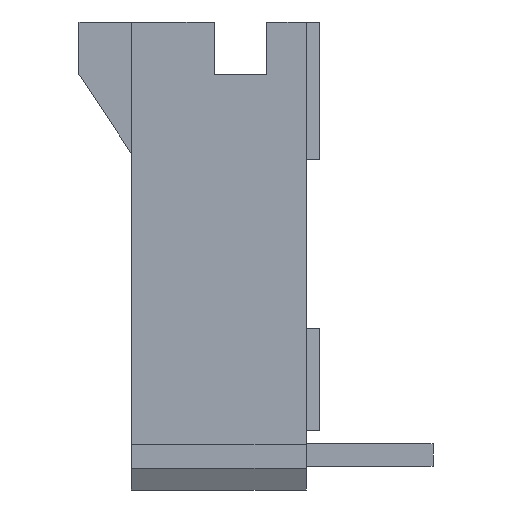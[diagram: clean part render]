
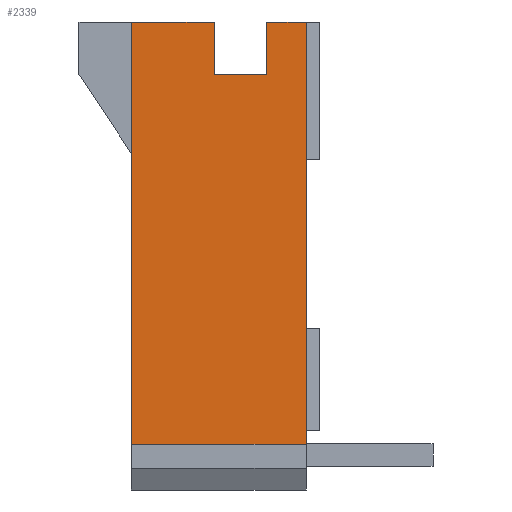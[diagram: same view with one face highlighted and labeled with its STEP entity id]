
A CAD part, left-side view. The second image highlights one B-rep face of the part: STEP entity #2339.
In plain terms, the highlighted planar face has unit normal (-1, 0, 0).
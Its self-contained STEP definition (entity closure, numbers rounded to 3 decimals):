
#134=DIRECTION('',(0.,0.,1.));
#135=VECTOR('',#134,1.52);
#136=CARTESIAN_POINT('',(-6.285,0.13,-1.52));
#137=LINE('',#136,#135);
#138=DIRECTION('',(0.,1.,0.));
#139=VECTOR('',#138,1.52);
#140=CARTESIAN_POINT('',(-6.285,-1.39,-1.52));
#141=LINE('',#140,#139);
#142=DIRECTION('',(0.,0.,-1.));
#143=VECTOR('',#142,1.52);
#144=CARTESIAN_POINT('',(-6.285,-1.39,0.));
#145=LINE('',#144,#143);
#146=DIRECTION('',(0.,-1.,0.));
#147=VECTOR('',#146,1.15);
#148=CARTESIAN_POINT('',(-6.285,-1.39,0.));
#149=LINE('',#148,#147);
#150=DIRECTION('',(0.,0.,-1.));
#151=VECTOR('',#150,12.255);
#152=CARTESIAN_POINT('',(-6.285,-2.54,0.));
#153=LINE('',#152,#151);
#154=DIRECTION('',(0.,1.,0.));
#155=VECTOR('',#154,5.08);
#156=CARTESIAN_POINT('',(-6.285,-2.54,-12.255));
#157=LINE('',#156,#155);
#158=DIRECTION('',(0.,-1.,0.));
#159=VECTOR('',#158,2.41);
#160=CARTESIAN_POINT('',(-6.285,2.54,0.));
#161=LINE('',#160,#159);
#355=DIRECTION('',(0.,0.,-1.));
#356=VECTOR('',#355,12.255);
#357=CARTESIAN_POINT('',(-6.285,2.54,0.));
#358=LINE('',#357,#356);
#1850=CARTESIAN_POINT('',(-6.285,-2.54,0.));
#1851=CARTESIAN_POINT('',(-6.285,-2.54,-12.255));
#1852=VERTEX_POINT('',#1850);
#1853=VERTEX_POINT('',#1851);
#1856=CARTESIAN_POINT('',(-6.285,0.13,-1.52));
#1857=CARTESIAN_POINT('',(-6.285,0.13,0.));
#1858=VERTEX_POINT('',#1856);
#1859=VERTEX_POINT('',#1857);
#1860=CARTESIAN_POINT('',(-6.285,-1.39,0.));
#1861=CARTESIAN_POINT('',(-6.285,-1.39,-1.52));
#1862=VERTEX_POINT('',#1860);
#1863=VERTEX_POINT('',#1861);
#1920=CARTESIAN_POINT('',(-6.285,2.54,0.));
#1921=VERTEX_POINT('',#1920);
#1944=CARTESIAN_POINT('',(-6.285,2.54,-12.255));
#1945=VERTEX_POINT('',#1944);
#2316=CARTESIAN_POINT('',(-6.285,0.,0.));
#2317=DIRECTION('',(1.,0.,0.));
#2318=DIRECTION('',(0.,0.,-1.));
#2319=AXIS2_PLACEMENT_3D('',#2316,#2317,#2318);
#2320=PLANE('',#2319);
#2322=ORIENTED_EDGE('',*,*,#2321,.F.);
#2324=ORIENTED_EDGE('',*,*,#2323,.F.);
#2326=ORIENTED_EDGE('',*,*,#2325,.F.);
#2328=ORIENTED_EDGE('',*,*,#2327,.T.);
#2330=ORIENTED_EDGE('',*,*,#2329,.T.);
#2332=ORIENTED_EDGE('',*,*,#2331,.T.);
#2334=ORIENTED_EDGE('',*,*,#2333,.F.);
#2336=ORIENTED_EDGE('',*,*,#2335,.T.);
#2337=EDGE_LOOP('',(#2322,#2324,#2326,#2328,#2330,#2332,#2334,#2336));
#2338=FACE_OUTER_BOUND('',#2337,.F.);
#2321=EDGE_CURVE('',#1858,#1859,#137,.T.);
#2323=EDGE_CURVE('',#1863,#1858,#141,.T.);
#2325=EDGE_CURVE('',#1862,#1863,#145,.T.);
#2327=EDGE_CURVE('',#1862,#1852,#149,.T.);
#2329=EDGE_CURVE('',#1852,#1853,#153,.T.);
#2331=EDGE_CURVE('',#1853,#1945,#157,.T.);
#2333=EDGE_CURVE('',#1921,#1945,#358,.T.);
#2335=EDGE_CURVE('',#1921,#1859,#161,.T.);
#2339=ADVANCED_FACE('',(#2338),#2320,.F.);
